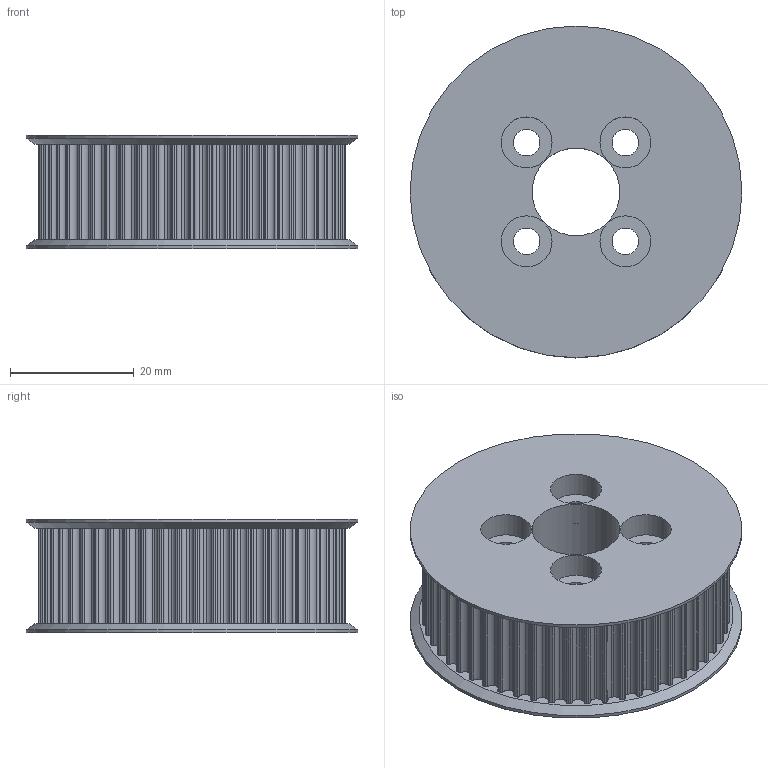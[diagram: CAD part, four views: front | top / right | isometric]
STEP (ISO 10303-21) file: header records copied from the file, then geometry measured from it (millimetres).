
FILE_DESCRIPTION(/* description */ ('STEP AP242','CAx-IF Rec.Pracs.---Representation and Presentation of Product Manufacturing Information (PMI)---4.0---2014-10-13','CAx-IF Rec.Pracs.---3D Tessellated Geometry---0.4---2014-09-14','2;1'),/* implementation_level */ '2;1');
FILE_NAME(/* name */ '66078cd2e67aea39dd42d528',/* time_stamp */ '2024-03-30T03:53:54Z',/* author */ (''),/* organization */ (''),/* preprocessor_version */ 'ST-DEVELOPER v19.4',/* originating_system */ ' ',/* authorisation */ ' ');
FILE_SCHEMA (('AP242_MANAGED_MODEL_BASED_3D_ENGINEERING_MIM_LF { 1 0 10303 442 1 1 4 }'));
Length unit declared in the file: metre
Products named in the file (1): Part 1
Bounding box: 53.71 x 53.71 x 18.45 mm (x, y, z)
Volume: 25649.5 mm3; surface area: 10707.8 mm2
Topology: 1 solids, 1 shells, 341 faces, 999 edges, 667 vertices
Faces by surface type: cylinder 330, plane 9, cone 2
Full cylindrical faces by diameter (mm): 4.3 x4, 8.25 x4, 14.2 x1, 32.2 x1, 53.706 x2
Entity records: 11666 total; most frequent: DIRECTION 2326, CARTESIAN_POINT 1984, ORIENTED_EDGE 1960, AXIS2_PLACEMENT_3D 1004, EDGE_CURVE 980, VERTEX_POINT 662, CIRCLE 662, EDGE_LOOP 372
